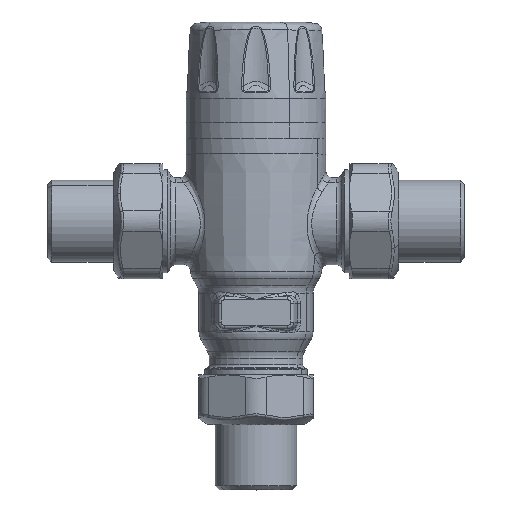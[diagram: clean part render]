
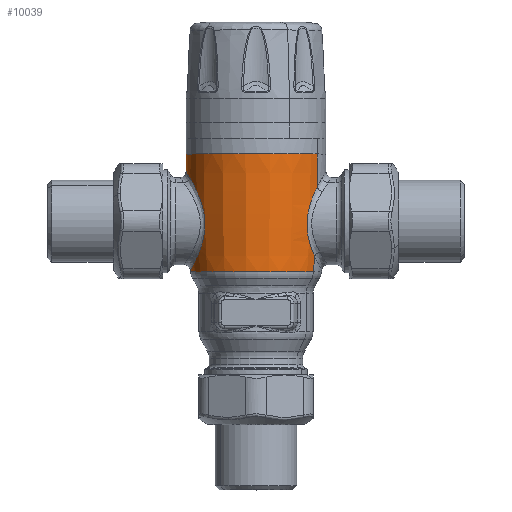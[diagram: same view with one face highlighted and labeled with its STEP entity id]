
A CAD part, top view. The second image highlights one B-rep face of the part: STEP entity #10039.
In plain terms, the highlighted face is a revolution surface.
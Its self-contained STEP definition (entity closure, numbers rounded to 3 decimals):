
#9512=CARTESIAN_POINT('Vertex',(18.506,-16.26,10.11)) ;
#9515=CARTESIAN_POINT('Axis2P3D Location',(0.,-16.26,0.)) ;
#9519=CARTESIAN_POINT('Vertex',(-18.506,-16.26,-10.11)) ;
#9908=CARTESIAN_POINT('Control Point',(21.087,-16.26,0.)) ;
#9909=CARTESIAN_POINT('Control Point',(22.036,-3.664,0.)) ;
#9910=CARTESIAN_POINT('Control Point',(22.508,8.968,0.)) ;
#9911=CARTESIAN_POINT('Control Point',(22.5,21.6,0.)) ;
#9912=CARTESIAN_POINT('Axis1P Location',(0.,-14.227,0.)) ;
#9917=CARTESIAN_POINT('Control Point',(19.652,10.961,10.736)) ;
#9918=CARTESIAN_POINT('Control Point',(19.716,14.507,10.771)) ;
#9919=CARTESIAN_POINT('Control Point',(19.747,18.053,10.788)) ;
#9920=CARTESIAN_POINT('Control Point',(19.746,21.6,10.787)) ;
#9921=CARTESIAN_POINT('Vertex',(19.652,10.961,10.736)) ;
#9923=CARTESIAN_POINT('Vertex',(19.746,21.6,10.787)) ;
#9926=CARTESIAN_POINT('Axis2P3D Location',(0.,21.6,0.)) ;
#9930=CARTESIAN_POINT('Vertex',(-19.746,21.6,-10.787)) ;
#9934=CARTESIAN_POINT('Control Point',(-19.652,10.961,-10.736)) ;
#9935=CARTESIAN_POINT('Control Point',(-19.716,14.507,-10.771)) ;
#9936=CARTESIAN_POINT('Control Point',(-19.747,18.053,-10.788)) ;
#9937=CARTESIAN_POINT('Control Point',(-19.746,21.6,-10.787)) ;
#9938=CARTESIAN_POINT('Vertex',(-19.652,10.961,-10.736)) ;
#9942=CARTESIAN_POINT('Control Point',(-19.652,10.961,-10.736)) ;
#9943=CARTESIAN_POINT('Control Point',(-19.973,11.613,-10.176)) ;
#9944=CARTESIAN_POINT('Control Point',(-20.291,12.226,-9.57)) ;
#9945=CARTESIAN_POINT('Control Point',(-20.598,12.797,-8.919)) ;
#9946=CARTESIAN_POINT('Control Point',(-21.232,13.941,-7.407)) ;
#9947=CARTESIAN_POINT('Control Point',(-21.757,14.838,-5.697)) ;
#9948=CARTESIAN_POINT('Control Point',(-21.999,15.242,-4.718)) ;
#9949=CARTESIAN_POINT('Control Point',(-22.379,15.871,-2.642)) ;
#9950=CARTESIAN_POINT('Control Point',(-22.51,16.082,-0.452)) ;
#9951=CARTESIAN_POINT('Control Point',(-22.504,16.074,0.666)) ;
#9952=CARTESIAN_POINT('Control Point',(-22.363,15.845,2.699)) ;
#9953=CARTESIAN_POINT('Control Point',(-22.009,15.258,4.626)) ;
#9954=CARTESIAN_POINT('Control Point',(-21.808,14.922,5.472)) ;
#9955=CARTESIAN_POINT('Control Point',(-21.574,14.524,6.278)) ;
#9956=CARTESIAN_POINT('Control Point',(-21.314,14.07,7.043)) ;
#9957=CARTESIAN_POINT('Vertex',(-21.314,14.07,7.043)) ;
#9961=CARTESIAN_POINT('Control Point',(-21.314,14.07,7.043)) ;
#9962=CARTESIAN_POINT('Control Point',(-20.716,13.026,8.804)) ;
#9963=CARTESIAN_POINT('Control Point',(-19.981,11.689,10.345)) ;
#9964=CARTESIAN_POINT('Control Point',(-19.193,10.139,11.63)) ;
#9965=CARTESIAN_POINT('Control Point',(-17.807,7.017,13.505)) ;
#9966=CARTESIAN_POINT('Control Point',(-16.807,3.358,14.491)) ;
#9967=CARTESIAN_POINT('Control Point',(-16.49,1.641,14.738)) ;
#9968=CARTESIAN_POINT('Control Point',(-16.312,-1.163,14.767)) ;
#9969=CARTESIAN_POINT('Control Point',(-16.591,-3.877,14.248)) ;
#9970=CARTESIAN_POINT('Control Point',(-16.754,-4.863,13.981)) ;
#9971=CARTESIAN_POINT('Control Point',(-17.239,-7.074,13.202)) ;
#9972=CARTESIAN_POINT('Control Point',(-17.903,-9.062,12.084)) ;
#9973=CARTESIAN_POINT('Control Point',(-18.311,-10.115,11.346)) ;
#9974=CARTESIAN_POINT('Control Point',(-19.049,-11.841,9.86)) ;
#9975=CARTESIAN_POINT('Control Point',(-19.736,-13.255,8.091)) ;
#9976=CARTESIAN_POINT('Control Point',(-20.019,-13.812,7.259)) ;
#9977=CARTESIAN_POINT('Control Point',(-20.587,-14.897,5.288)) ;
#9978=CARTESIAN_POINT('Control Point',(-20.963,-15.576,3.112)) ;
#9979=CARTESIAN_POINT('Control Point',(-21.096,-15.813,1.862)) ;
#9980=CARTESIAN_POINT('Control Point',(-21.195,-15.989,-0.769)) ;
#9981=CARTESIAN_POINT('Control Point',(-20.938,-15.529,-3.361)) ;
#9982=CARTESIAN_POINT('Control Point',(-20.713,-15.126,-4.654)) ;
#9983=CARTESIAN_POINT('Control Point',(-20.416,-14.577,-5.875)) ;
#9984=CARTESIAN_POINT('Control Point',(-20.069,-13.901,-7.013)) ;
#9985=CARTESIAN_POINT('Vertex',(-20.069,-13.901,-7.013)) ;
#9989=CARTESIAN_POINT('Control Point',(-20.069,-13.901,-7.013)) ;
#9990=CARTESIAN_POINT('Control Point',(-19.7,-13.181,-8.223)) ;
#9991=CARTESIAN_POINT('Control Point',(-19.262,-12.289,-9.319)) ;
#9992=CARTESIAN_POINT('Control Point',(-18.814,-11.262,-10.278)) ;
#9993=CARTESIAN_POINT('Vertex',(-18.814,-11.262,-10.278)) ;
#9997=CARTESIAN_POINT('Control Point',(-18.506,-16.26,-10.11)) ;
#9998=CARTESIAN_POINT('Control Point',(-18.616,-14.595,-10.17)) ;
#9999=CARTESIAN_POINT('Control Point',(-18.719,-12.928,-10.226)) ;
#10000=CARTESIAN_POINT('Control Point',(-18.814,-11.262,-10.278)) ;
#10003=CARTESIAN_POINT('Control Point',(18.506,-16.26,10.11)) ;
#10004=CARTESIAN_POINT('Control Point',(18.616,-14.595,10.17)) ;
#10005=CARTESIAN_POINT('Control Point',(18.719,-12.928,10.226)) ;
#10006=CARTESIAN_POINT('Control Point',(18.814,-11.262,10.278)) ;
#10007=CARTESIAN_POINT('Vertex',(18.814,-11.262,10.278)) ;
#10011=CARTESIAN_POINT('Control Point',(18.814,-11.262,10.278)) ;
#10012=CARTESIAN_POINT('Control Point',(18.584,-10.733,10.772)) ;
#10013=CARTESIAN_POINT('Control Point',(18.351,-10.174,11.236)) ;
#10014=CARTESIAN_POINT('Control Point',(18.121,-9.586,11.67)) ;
#10015=CARTESIAN_POINT('Control Point',(17.402,-7.61,12.96)) ;
#10016=CARTESIAN_POINT('Control Point',(16.8,-5.364,13.905)) ;
#10017=CARTESIAN_POINT('Control Point',(16.492,-3.699,14.379)) ;
#10018=CARTESIAN_POINT('Control Point',(16.316,-1.031,14.767)) ;
#10019=CARTESIAN_POINT('Control Point',(16.573,1.627,14.642)) ;
#10020=CARTESIAN_POINT('Control Point',(16.713,2.54,14.537)) ;
#10021=CARTESIAN_POINT('Control Point',(17.218,4.991,14.089)) ;
#10022=CARTESIAN_POINT('Control Point',(17.983,7.254,13.23)) ;
#10023=CARTESIAN_POINT('Control Point',(18.53,8.595,12.536)) ;
#10024=CARTESIAN_POINT('Control Point',(19.097,9.836,11.704)) ;
#10025=CARTESIAN_POINT('Control Point',(19.652,10.961,10.736)) ;
#9516=DIRECTION('Axis2P3D Direction',(0.,1.,0.)) ;
#9913=DIRECTION('Axis1P Direction',(0.,-1.,0.)) ;
#9927=DIRECTION('Axis2P3D Direction',(0.,-1.,0.)) ;
#9517=AXIS2_PLACEMENT_3D('Circle Axis2P3D',#9515,#9516,$) ;
#9928=AXIS2_PLACEMENT_3D('Circle Axis2P3D',#9926,#9927,$) ;
#9518=CIRCLE('generated circle',#9517,21.087) ;
#9929=CIRCLE('generated circle',#9928,22.5) ;
#9915=SURFACE_OF_REVOLUTION('Surface of Revolution',#9907,#9914) ;
#9914=AXIS1_PLACEMENT('Revolution Surface Axis1P',#9912,#9913) ;
#9521=EDGE_CURVE('',#9513,#9520,#9518,.F.) ;
#9925=EDGE_CURVE('',#9922,#9924,#9916,.T.) ;
#9932=EDGE_CURVE('',#9924,#9931,#9929,.T.) ;
#9940=EDGE_CURVE('',#9939,#9931,#9933,.T.) ;
#9959=EDGE_CURVE('',#9958,#9939,#9941,.F.) ;
#9987=EDGE_CURVE('',#9986,#9958,#9960,.F.) ;
#9995=EDGE_CURVE('',#9994,#9986,#9988,.F.) ;
#10001=EDGE_CURVE('',#9520,#9994,#9996,.T.) ;
#10009=EDGE_CURVE('',#9513,#10008,#10002,.T.) ;
#10026=EDGE_CURVE('',#9922,#10008,#10010,.F.) ;
#10028=ORIENTED_EDGE('',*,*,#9925,.T.) ;
#10029=ORIENTED_EDGE('',*,*,#9932,.T.) ;
#10030=ORIENTED_EDGE('',*,*,#9940,.F.) ;
#10031=ORIENTED_EDGE('',*,*,#9959,.F.) ;
#10032=ORIENTED_EDGE('',*,*,#9987,.F.) ;
#10033=ORIENTED_EDGE('',*,*,#9995,.F.) ;
#10034=ORIENTED_EDGE('',*,*,#10001,.F.) ;
#10035=ORIENTED_EDGE('',*,*,#9521,.F.) ;
#10036=ORIENTED_EDGE('',*,*,#10009,.T.) ;
#10037=ORIENTED_EDGE('',*,*,#10026,.F.) ;
#10027=EDGE_LOOP('',(#10028,#10029,#10030,#10031,#10032,#10033,#10034,#10035,#10036,#10037)) ;
#9513=VERTEX_POINT('',#9512) ;
#9520=VERTEX_POINT('',#9519) ;
#9922=VERTEX_POINT('',#9921) ;
#9924=VERTEX_POINT('',#9923) ;
#9931=VERTEX_POINT('',#9930) ;
#9939=VERTEX_POINT('',#9938) ;
#9958=VERTEX_POINT('',#9957) ;
#9986=VERTEX_POINT('',#9985) ;
#9994=VERTEX_POINT('',#9993) ;
#10008=VERTEX_POINT('',#10007) ;
#10039=ADVANCED_FACE('PartBody',(#10038),#9915,.F.) ;
#9907=B_SPLINE_CURVE_WITH_KNOTS('',3,(#9908,#9909,#9910,#9911),.UNSPECIFIED.,.F.,.U.,(4,4),(3103.995,3141.891),.UNSPECIFIED.) ;
#9916=B_SPLINE_CURVE_WITH_KNOTS('',3,(#9917,#9918,#9919,#9920),.UNSPECIFIED.,.F.,.U.,(4,4),(3131.251,3141.891),.UNSPECIFIED.) ;
#9933=B_SPLINE_CURVE_WITH_KNOTS('',3,(#9934,#9935,#9936,#9937),.UNSPECIFIED.,.F.,.U.,(4,4),(3131.251,3141.891),.UNSPECIFIED.) ;
#9941=B_SPLINE_CURVE_WITH_KNOTS('',5,(#9942,#9943,#9944,#9945,#9946,#9947,#9948,#9949,#9950,#9951,#9952,#9953,#9954,#9955,#9956),.UNSPECIFIED.,.F.,.U.,(6,3,3,3,6),(107.681,113.923,121.283,128.854,135.178),.UNSPECIFIED.) ;
#9960=B_SPLINE_CURVE_WITH_KNOTS('',5,(#9961,#9962,#9963,#9964,#9965,#9966,#9967,#9968,#9969,#9970,#9971,#9972,#9973,#9974,#9975,#9976,#9977,#9978,#9979,#9980,#9981,#9982,#9983,#9984),.UNSPECIFIED.,.F.,.U.,(6,3,3,3,3,3,3,6),(0.,14.554,26.108,32.985,42.139,49.351,58.285,67.834),.UNSPECIFIED.) ;
#9988=B_SPLINE_CURVE_WITH_KNOTS('',3,(#9989,#9990,#9991,#9992),.UNSPECIFIED.,.F.,.U.,(4,4),(67.836,73.93),.UNSPECIFIED.) ;
#9996=B_SPLINE_CURVE_WITH_KNOTS('',3,(#9997,#9998,#9999,#10000),.UNSPECIFIED.,.F.,.U.,(4,4),(3103.995,3109.006),.UNSPECIFIED.) ;
#10002=B_SPLINE_CURVE_WITH_KNOTS('',3,(#10003,#10004,#10005,#10006),.UNSPECIFIED.,.F.,.U.,(4,4),(3103.995,3109.006),.UNSPECIFIED.) ;
#10010=B_SPLINE_CURVE_WITH_KNOTS('',5,(#10011,#10012,#10013,#10014,#10015,#10016,#10017,#10018,#10019,#10020,#10021,#10022,#10023,#10024,#10025),.UNSPECIFIED.,.F.,.U.,(6,3,3,3,6),(0.,5.228,16.788,22.961,33.748),.UNSPECIFIED.) ;
#10038=FACE_OUTER_BOUND('',#10027,.T.) ;
